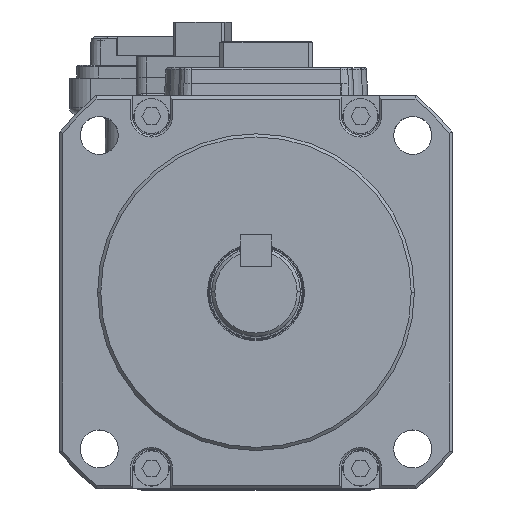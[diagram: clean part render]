
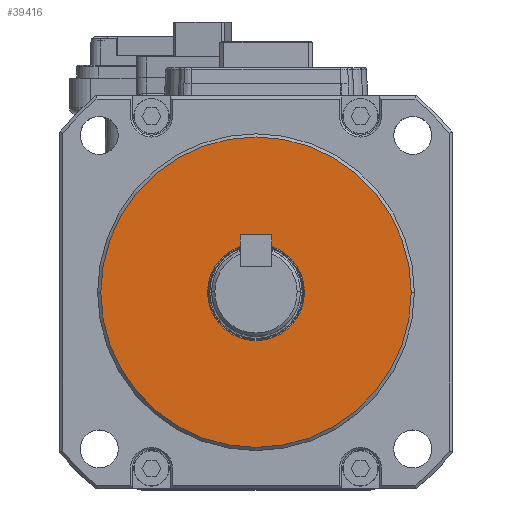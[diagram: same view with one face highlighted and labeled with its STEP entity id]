
A CAD part, top view. The second image highlights one B-rep face of the part: STEP entity #39416.
In plain terms, the highlighted planar face has unit normal (0, 0, 1).
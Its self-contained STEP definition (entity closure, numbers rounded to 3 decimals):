
#3419 = VERTEX_POINT ( 'NONE', #12013 ) ;
#3466 = VERTEX_POINT ( 'NONE', #12026 ) ;
#3475 = VERTEX_POINT ( 'NONE', #12037 ) ;
#3501 = VERTEX_POINT ( 'NONE', #11992 ) ;
#10331 = DIRECTION ( 'NONE',  ( 1., 0., 0. ) ) ;
#10359 = FACE_OUTER_BOUND ( 'NONE', #32883, .T. ) ;
#10363 = FACE_BOUND ( 'NONE', #32829, .T. ) ;
#10371 = PLANE ( 'NONE',  #15956 ) ;
#10373 = CARTESIAN_POINT ( 'NONE',  ( 0., 0., 35. ) ) ;
#10376 = DIRECTION ( 'NONE',  ( 0., 0., 1. ) ) ;
#11992 = CARTESIAN_POINT ( 'NONE',  ( 24.5, 0., 35. ) ) ;
#12013 = CARTESIAN_POINT ( 'NONE',  ( -24.5, 0., 35. ) ) ;
#12026 = CARTESIAN_POINT ( 'NONE',  ( 7.65, 0., 35. ) ) ;
#12037 = CARTESIAN_POINT ( 'NONE',  ( -7.65, 0., 35. ) ) ;
#15956 = AXIS2_PLACEMENT_3D ( 'NONE', #10373, #10376, #10331 ) ;
#22590 = EDGE_CURVE ( 'NONE', #3475, #3466, #30432, .T. ) ;
#22592 = EDGE_CURVE ( 'NONE', #3501, #3419, #30462, .T. ) ;
#22813 = EDGE_CURVE ( 'NONE', #3419, #3501, #30758, .T. ) ;
#22845 = EDGE_CURVE ( 'NONE', #3466, #3475, #30786, .T. ) ;
#30428 = AXIS2_PLACEMENT_3D ( 'NONE', #34323, #34326, #34330 ) ;
#30432 = CIRCLE ( 'NONE', #30437, 7.65 ) ;
#30437 = AXIS2_PLACEMENT_3D ( 'NONE', #34363, #34354, #34362 ) ;
#30462 = CIRCLE ( 'NONE', #30428, 24.5 ) ;
#30701 = AXIS2_PLACEMENT_3D ( 'NONE', #34760, #34718, #34751 ) ;
#30758 = CIRCLE ( 'NONE', #30792, 24.5 ) ;
#30786 = CIRCLE ( 'NONE', #30701, 7.65 ) ;
#30792 = AXIS2_PLACEMENT_3D ( 'NONE', #34703, #34688, #34681 ) ;
#32829 = EDGE_LOOP ( 'NONE', ( #61489, #61512 ) ) ;
#32883 = EDGE_LOOP ( 'NONE', ( #61441, #61434 ) ) ;
#34323 = CARTESIAN_POINT ( 'NONE',  ( 0., 0., 35. ) ) ;
#34326 = DIRECTION ( 'NONE',  ( 0., 0., 1. ) ) ;
#34330 = DIRECTION ( 'NONE',  ( 1., 0., 0. ) ) ;
#34354 = DIRECTION ( 'NONE',  ( 0., 0., 1. ) ) ;
#34362 = DIRECTION ( 'NONE',  ( 1., 0., 0. ) ) ;
#34363 = CARTESIAN_POINT ( 'NONE',  ( 0., 0., 35. ) ) ;
#34681 = DIRECTION ( 'NONE',  ( 1., 0., 0. ) ) ;
#34688 = DIRECTION ( 'NONE',  ( 0., 0., 1. ) ) ;
#34703 = CARTESIAN_POINT ( 'NONE',  ( 0., 0., 35. ) ) ;
#34718 = DIRECTION ( 'NONE',  ( 0., 0., 1. ) ) ;
#34751 = DIRECTION ( 'NONE',  ( 1., 0., 0. ) ) ;
#34760 = CARTESIAN_POINT ( 'NONE',  ( 0., 0., 35. ) ) ;
#39416 = ADVANCED_FACE ( 'NONE', ( #10359, #10363 ), #10371, .T. ) ;
#61434 = ORIENTED_EDGE ( 'NONE', *, *, #22592, .T. ) ;
#61441 = ORIENTED_EDGE ( 'NONE', *, *, #22813, .T. ) ;
#61489 = ORIENTED_EDGE ( 'NONE', *, *, #22590, .F. ) ;
#61512 = ORIENTED_EDGE ( 'NONE', *, *, #22845, .F. ) ;
